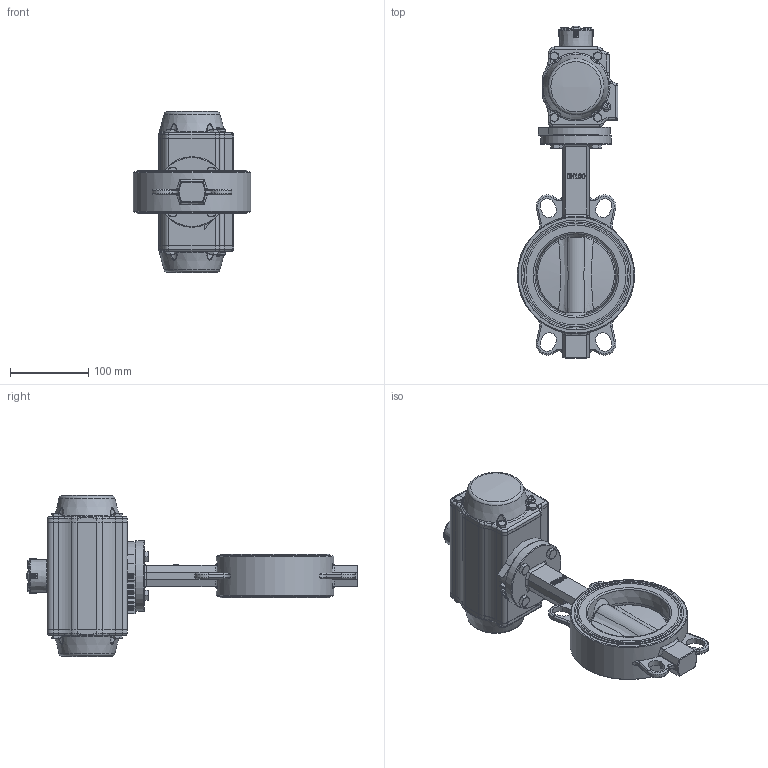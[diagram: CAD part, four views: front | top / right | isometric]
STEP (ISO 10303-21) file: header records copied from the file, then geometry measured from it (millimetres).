
FILE_DESCRIPTION(/* description */ ('Unknown','CAx-IF Rec.Pracs.---Representation and Presentation of Product Manufacturing Information (PMI)---4.0---2014-10-13','CAx-IF Rec.Pracs.---3D Tessellated Geometry---0.4---2014-09-14','2;1'),/* implementation_level */ '2;1');
FILE_NAME(/* name */ 'DW04 5100_110_120-12',/* time_stamp */ '2023-11-27T11:01:54+01:00',/* author */ ('Unknown'),/* organization */ ('Unknown'),/* preprocessor_version */ 'ST-DEVELOPER v18.102',/* originating_system */ 'Solid Edge',/* authorisation */ 'Unknown');
FILE_SCHEMA (('AP242_MANAGED_MODEL_BASED_3D_ENGINEERING_MIM_LF { 1 0 10303 442 1 1 4 }'));
Products named in the file (18): DW70-5.100.100-XXBA; Rasterscheibe DN100; WAFER-DN100; DN100概极; seat; disc; shaft1; shaft2; bushing1; DIN 933 M8x18 A2-70 BLK_EDST; DW04_FR03_(DW70_FR52); ____; ________(___________; _____________; ______; hex head bolts-full thread grade c gb_GB_FASTENER_BOLT_HHBFTC M6X20-N; cup head nib bolts with large head gb_GB_FASTENER_BOLT_CHNBW M6X25-N; KP-75
Assembly tree (30 placements, depth 4):
  DW70-5.100.100-XXBA
    Rasterscheibe DN100
    WAFER-DN100
      DN100概极
      seat
      disc
      shaft1
      shaft2
      bushing1  x2
    DIN 933 M8x18 A2-70 BLK_EDST  x4
    DW04_FR03_(DW70_FR52)
      ____
        ________(___________  x2
        _____________  x2
        ______
      hex head bolts-full thread grade c gb_GB_FASTENER_BOLT_HHBFTC M6X20-N  x8
      cup head nib bolts with large head gb_GB_FASTENER_BOLT_CHNBW M6X25-N
      KP-75
Bounding box: 150 x 424.4 x 206.95 mm (x, y, z)
Volume: 2413417.5 mm3; surface area: 361813.4 mm2
Topology: 27 solids, 27 shells, 1704 faces, 4165 edges, 2575 vertices
Faces by surface type: plane 628, cylinder 469, bspline 266, torus 168, cone 156, sphere 17
Full cylindrical faces by diameter (mm): 3 x18, 3.3 x8, 4.2 x8, 4.66 x1, 5 x14, 6 x9, 6.2 x1, 6.8 x12, 8 x4, 8.8 x2, 10 x4, 10.7 x1, 12 x1, 13 x4, 15.77 x5, 15.93 x1, 16 x2, 20.6 x4, 20.7 x2, 21.8 x1, 24.6 x1, 25.8 x2, 27.2 x1, 30.86 x1, 32 x2, 38.5 x1, 52.79 x2, 56 x1, 90 x1, 112.8 x4
Entity records: 50692 total; most frequent: CARTESIAN_POINT 19355, ORIENTED_EDGE 6300, DIRECTION 6003, EDGE_CURVE 3150, AXIS2_PLACEMENT_3D 2323, VERTEX_POINT 2096, FACE_BOUND 1698, EDGE_LOOP 1669
